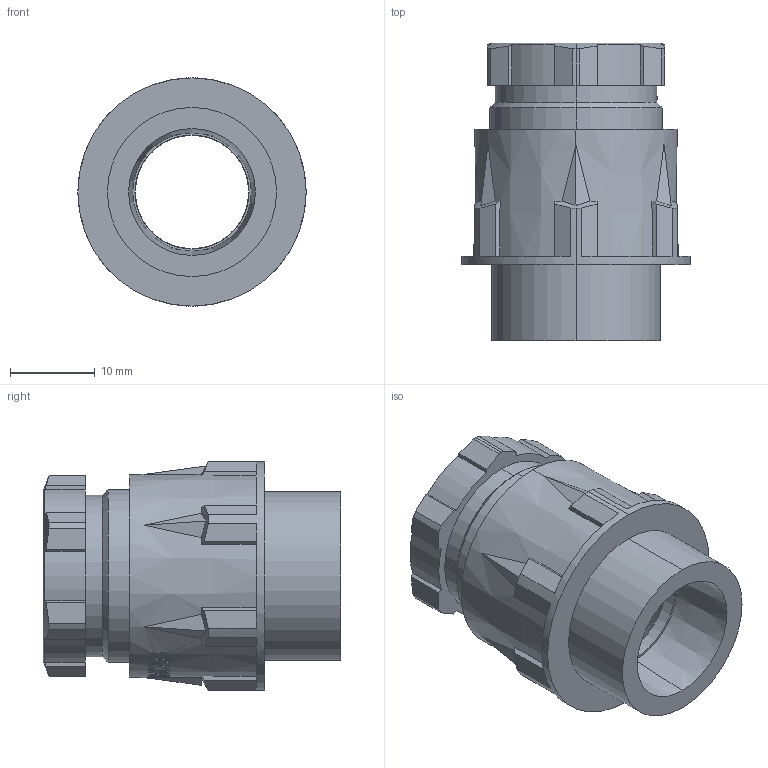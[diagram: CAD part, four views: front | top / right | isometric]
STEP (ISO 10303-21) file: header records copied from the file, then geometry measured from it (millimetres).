
FILE_DESCRIPTION((''),'2;1');
FILE_NAME('2035448_ASM','2016-02-26T',('AndreasKeweloh'),(''),'CREO PARAMETRIC BY PTC INC, 2015290','CREO PARAMETRIC BY PTC INC, 2015290','');
FILE_SCHEMA(('CONFIG_CONTROL_DESIGN'));
Length unit declared in the file: millimetre
Products named in the file (3): EV510-13; EV269-20-01; 2035448_ASM
Assembly tree (2 placements, depth 2):
  2035448_ASM
    EV510-13
    EV269-20-01
Bounding box: 27 x 35.2 x 27 mm (x, y, z)
Volume: 7441.5 mm3; surface area: 6180.2 mm2
Topology: 2 solids, 2 shells, 194 faces, 527 edges, 345 vertices
Faces by surface type: plane 107, cylinder 28, cone 26, extrusion 22, bspline 11
Entity records: 6934 total; most frequent: CARTESIAN_POINT 2169, ORIENTED_EDGE 1054, DIRECTION 857, EDGE_CURVE 527, VERTEX_POINT 345, AXIS2_PLACEMENT_3D 304, VECTOR 249, LINE 227
